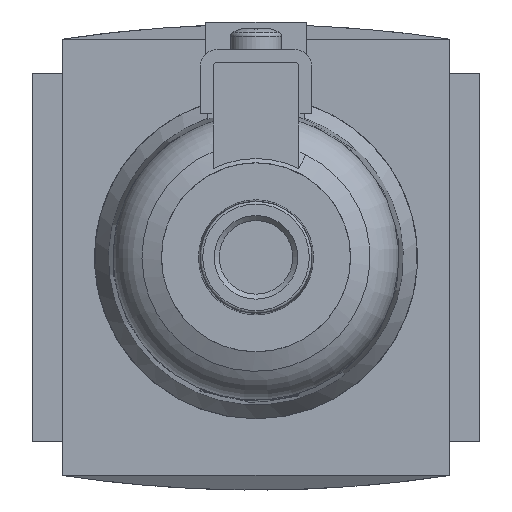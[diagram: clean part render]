
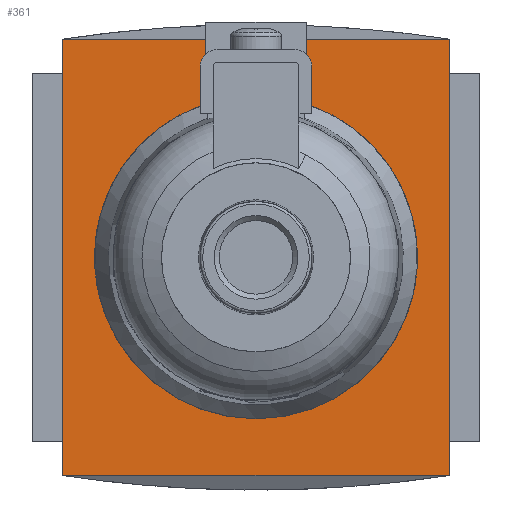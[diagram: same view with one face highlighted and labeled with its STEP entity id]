
A CAD part, front view. The second image highlights one B-rep face of the part: STEP entity #361.
In plain terms, the highlighted planar face has unit normal (0, -1, 0).
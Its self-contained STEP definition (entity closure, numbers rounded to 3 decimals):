
#361 = ADVANCED_FACE( '', ( #997 ), #998, .F. );
#997 = FACE_OUTER_BOUND( '', #1879, .T. );
#998 = PLANE( '', #1880 );
#1879 = EDGE_LOOP( '', ( #3969, #3970, #3971, #3972 ) );
#1880 = AXIS2_PLACEMENT_3D( '', #3973, #3974, #3975 );
#3969 = ORIENTED_EDGE( '', *, *, #6200, .F. );
#3970 = ORIENTED_EDGE( '', *, *, #5722, .T. );
#3971 = ORIENTED_EDGE( '', *, *, #6224, .F. );
#3972 = ORIENTED_EDGE( '', *, *, #5728, .T. );
#3973 = CARTESIAN_POINT( '', ( 0., -31., 122.903 ) );
#3974 = DIRECTION( '', ( 0., 1., 0. ) );
#3975 = DIRECTION( '', ( 0., 0., 1. ) );
#5722 = EDGE_CURVE( '', #6777, #6778, #6779, .T. );
#5728 = EDGE_CURVE( '', #6789, #6790, #6791, .T. );
#6200 = EDGE_CURVE( '', #6777, #6790, #7585, .T. );
#6224 = EDGE_CURVE( '', #6789, #6778, #7621, .T. );
#6777 = VERTEX_POINT( '', #8526 );
#6778 = VERTEX_POINT( '', #8527 );
#6779 = LINE( '', #8528, #8529 );
#6789 = VERTEX_POINT( '', #8542 );
#6790 = VERTEX_POINT( '', #8543 );
#6791 = LINE( '', #8544, #8545 );
#7585 = LINE( '', #9707, #9708 );
#7621 = LINE( '', #9767, #9768 );
#8526 = CARTESIAN_POINT( '', ( -22.5, -31., -25.4 ) );
#8527 = CARTESIAN_POINT( '', ( 22.5, -31., -25.4 ) );
#8528 = CARTESIAN_POINT( '', ( 0., -31., -25.4 ) );
#8529 = VECTOR( '', #11367, 1000. );
#8542 = CARTESIAN_POINT( '', ( 22.5, -31., 25.4 ) );
#8543 = CARTESIAN_POINT( '', ( -22.5, -31., 25.4 ) );
#8544 = CARTESIAN_POINT( '', ( 0., -31., 25.4 ) );
#8545 = VECTOR( '', #11377, 1000. );
#9707 = CARTESIAN_POINT( '', ( -22.5, -31., -25.4 ) );
#9708 = VECTOR( '', #12055, 1000. );
#9767 = CARTESIAN_POINT( '', ( 22.5, -31., 25.4 ) );
#9768 = VECTOR( '', #12079, 1000. );
#11367 = DIRECTION( '', ( 1., 0., 0. ) );
#11377 = DIRECTION( '', ( -1., 0., 0. ) );
#12055 = DIRECTION( '', ( 0., 0., 1. ) );
#12079 = DIRECTION( '', ( 0., 0., -1. ) );
